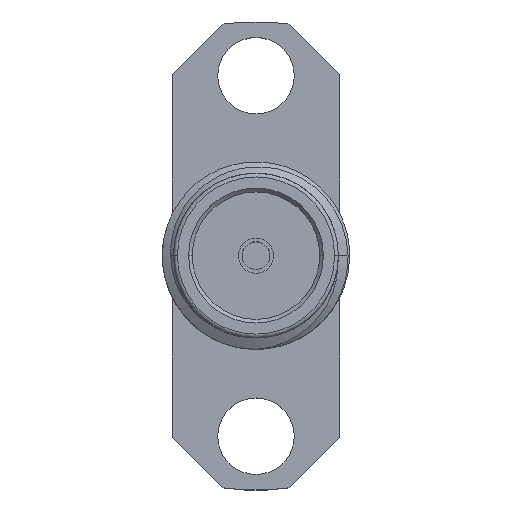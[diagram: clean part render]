
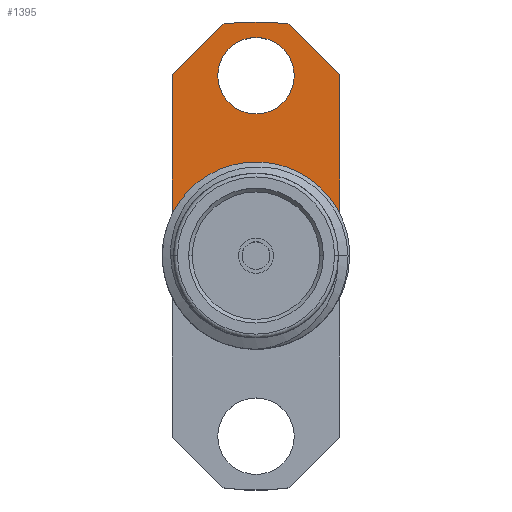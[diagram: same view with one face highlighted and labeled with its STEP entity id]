
A CAD part, top view. The second image highlights one B-rep face of the part: STEP entity #1395.
In plain terms, the highlighted planar face has unit normal (0, 0, 1).
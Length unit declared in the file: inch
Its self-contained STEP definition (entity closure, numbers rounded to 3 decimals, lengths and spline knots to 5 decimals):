
#5 = DIRECTION ( 'NONE',  ( 0., 0., 1. ) ) ;
#29 = AXIS2_PLACEMENT_3D ( 'NONE', #1858, #2659, #523 ) ;
#61 = VERTEX_POINT ( 'NONE', #1681 ) ;
#92 = VERTEX_POINT ( 'NONE', #1606 ) ;
#194 = CARTESIAN_POINT ( 'NONE',  ( -0.04405, 0.30938, 0.065 ) ) ;
#196 = AXIS2_PLACEMENT_3D ( 'NONE', #2413, #5, #793 ) ;
#327 = CARTESIAN_POINT ( 'NONE',  ( -0.1115, -0.31923, 0.065 ) ) ;
#401 = ORIENTED_EDGE ( 'NONE', *, *, #2731, .T. ) ;
#452 = CARTESIAN_POINT ( 'NONE',  ( -0.1115, 0.24193, 0.065 ) ) ;
#454 = EDGE_CURVE ( 'NONE', #3259, #61, #1256, .T. ) ;
#459 = DIRECTION ( 'NONE',  ( 1., 0., 0. ) ) ;
#523 = DIRECTION ( 'NONE',  ( -1., 0., 0. ) ) ;
#539 = VERTEX_POINT ( 'NONE', #2686 ) ;
#540 = FACE_BOUND ( 'NONE', #942, .T. ) ;
#600 = CARTESIAN_POINT ( 'NONE',  ( 0., 0., 0.065 ) ) ;
#674 = ORIENTED_EDGE ( 'NONE', *, *, #1942, .T. ) ;
#775 = EDGE_CURVE ( 'NONE', #539, #1213, #1254, .T. ) ;
#793 = DIRECTION ( 'NONE',  ( 1., 0., 0. ) ) ;
#803 = CIRCLE ( 'NONE', #1037, 0.11489 ) ;
#846 = CIRCLE ( 'NONE', #3409, 0.051 ) ;
#850 = ORIENTED_EDGE ( 'NONE', *, *, #775, .F. ) ;
#918 = DIRECTION ( 'NONE',  ( -1., 0., 0. ) ) ;
#942 = EDGE_LOOP ( 'NONE', ( #850, #2095 ) ) ;
#1023 = CARTESIAN_POINT ( 'NONE',  ( 0.04405, 0.30938, 0.065 ) ) ;
#1034 = CIRCLE ( 'NONE', #196, 0.3125 ) ;
#1037 = AXIS2_PLACEMENT_3D ( 'NONE', #600, #1403, #918 ) ;
#1042 = VECTOR ( 'NONE', #2473, 39.37008 ) ;
#1113 = DIRECTION ( 'NONE',  ( 1., 0., 0. ) ) ;
#1150 = VECTOR ( 'NONE', #3420, 39.37008 ) ;
#1213 = VERTEX_POINT ( 'NONE', #2499 ) ;
#1254 = CIRCLE ( 'NONE', #2772, 0.051 ) ;
#1256 = LINE ( 'NONE', #2338, #1150 ) ;
#1364 = PLANE ( 'NONE',  #29 ) ;
#1380 = ORIENTED_EDGE ( 'NONE', *, *, #2150, .T. ) ;
#1395 = ADVANCED_FACE ( 'NONE', ( #540, #2706 ), #1364, .F. ) ;
#1403 = DIRECTION ( 'NONE',  ( 0., 0., -1. ) ) ;
#1497 = DIRECTION ( 'NONE',  ( 0., 0., 1. ) ) ;
#1504 = EDGE_CURVE ( 'NONE', #92, #3146, #1034, .T. ) ;
#1601 = EDGE_CURVE ( 'NONE', #1213, #539, #846, .T. ) ;
#1606 = CARTESIAN_POINT ( 'NONE',  ( 0.04405, 0.30938, 0.065 ) ) ;
#1681 = CARTESIAN_POINT ( 'NONE',  ( 0.1115, 0.24193, 0.065 ) ) ;
#1714 = VECTOR ( 'NONE', #3160, 39.37008 ) ;
#1858 = CARTESIAN_POINT ( 'NONE',  ( 0., 0., 0.065 ) ) ;
#1861 = LINE ( 'NONE', #194, #1714 ) ;
#1942 = EDGE_CURVE ( 'NONE', #61, #92, #2195, .T. ) ;
#1953 = CARTESIAN_POINT ( 'NONE',  ( -0.04405, 0.30938, 0.065 ) ) ;
#1963 = DIRECTION ( 'NONE',  ( 0., 0., 1. ) ) ;
#1991 = ORIENTED_EDGE ( 'NONE', *, *, #454, .T. ) ;
#2013 = CARTESIAN_POINT ( 'NONE',  ( -0.1115, 0.0277, 0.065 ) ) ;
#2095 = ORIENTED_EDGE ( 'NONE', *, *, #1601, .F. ) ;
#2150 = EDGE_CURVE ( 'NONE', #2185, #3259, #803, .T. ) ;
#2185 = VERTEX_POINT ( 'NONE', #2013 ) ;
#2195 = LINE ( 'NONE', #1023, #2777 ) ;
#2338 = CARTESIAN_POINT ( 'NONE',  ( 0.1115, -0.31923, 0.065 ) ) ;
#2399 = CARTESIAN_POINT ( 'NONE',  ( 0.1115, 0.0277, 0.065 ) ) ;
#2413 = CARTESIAN_POINT ( 'NONE',  ( 0., 0., 0.065 ) ) ;
#2456 = ORIENTED_EDGE ( 'NONE', *, *, #3243, .T. ) ;
#2473 = DIRECTION ( 'NONE',  ( 0., -1., 0. ) ) ;
#2483 = CARTESIAN_POINT ( 'NONE',  ( 0., 0.2405, 0.065 ) ) ;
#2499 = CARTESIAN_POINT ( 'NONE',  ( -0.051, 0.2405, 0.065 ) ) ;
#2659 = DIRECTION ( 'NONE',  ( 0., 0., -1. ) ) ;
#2686 = CARTESIAN_POINT ( 'NONE',  ( 0.051, 0.2405, 0.065 ) ) ;
#2706 = FACE_OUTER_BOUND ( 'NONE', #2824, .T. ) ;
#2731 = EDGE_CURVE ( 'NONE', #3244, #2185, #2740, .T. ) ;
#2740 = LINE ( 'NONE', #327, #1042 ) ;
#2772 = AXIS2_PLACEMENT_3D ( 'NONE', #3127, #1497, #459 ) ;
#2777 = VECTOR ( 'NONE', #3269, 39.37008 ) ;
#2824 = EDGE_LOOP ( 'NONE', ( #401, #1380, #1991, #674, #3391, #2456 ) ) ;
#3127 = CARTESIAN_POINT ( 'NONE',  ( 0., 0.2405, 0.065 ) ) ;
#3146 = VERTEX_POINT ( 'NONE', #1953 ) ;
#3160 = DIRECTION ( 'NONE',  ( -0.707, -0.707, 0. ) ) ;
#3243 = EDGE_CURVE ( 'NONE', #3146, #3244, #1861, .T. ) ;
#3244 = VERTEX_POINT ( 'NONE', #452 ) ;
#3259 = VERTEX_POINT ( 'NONE', #2399 ) ;
#3269 = DIRECTION ( 'NONE',  ( -0.707, 0.707, 0. ) ) ;
#3391 = ORIENTED_EDGE ( 'NONE', *, *, #1504, .T. ) ;
#3409 = AXIS2_PLACEMENT_3D ( 'NONE', #2483, #1963, #1113 ) ;
#3420 = DIRECTION ( 'NONE',  ( 0., 1., 0. ) ) ;
